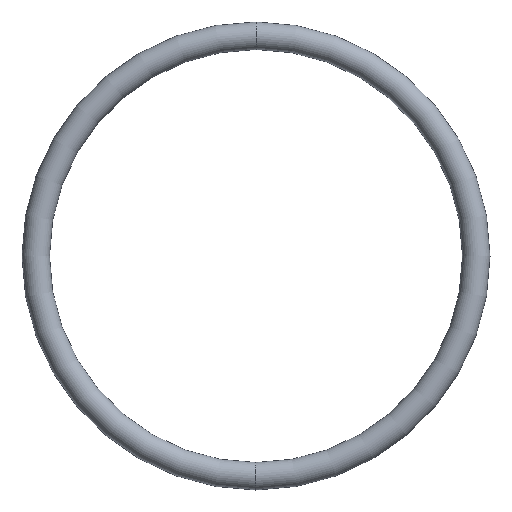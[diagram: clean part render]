
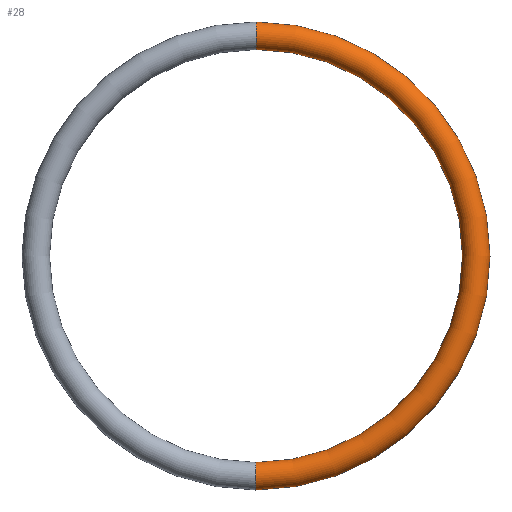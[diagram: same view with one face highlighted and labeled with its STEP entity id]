
A CAD part, left-side view. The second image highlights one B-rep face of the part: STEP entity #28.
In plain terms, the highlighted toroidal (fillet/blend) face has major radius 20.32 mm and minor radius 1.27 mm.
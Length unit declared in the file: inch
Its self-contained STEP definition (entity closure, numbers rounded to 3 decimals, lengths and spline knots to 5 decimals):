
#1 = DIRECTION ( 'NONE',  ( 0., 0., 1. ) ) ;
#2 = DIRECTION ( 'NONE',  ( -1., 0., 0. ) ) ;
#3 = CIRCLE ( 'NONE', #5, 0.75 ) ;
#4 = CARTESIAN_POINT ( 'NONE',  ( 0.1, 0., 0. ) ) ;
#5 = AXIS2_PLACEMENT_3D ( 'NONE', #4, #2, #1 ) ;
#14 = ORIENTED_EDGE ( 'NONE', *, *, #31, .F. ) ;
#25 = ORIENTED_EDGE ( 'NONE', *, *, #26, .F. ) ;
#26 = EDGE_CURVE ( 'NONE', #29, #42, #3, .T. ) ;
#28 = ADVANCED_FACE ( 'NONE', ( #116 ), #137, .T. ) ;
#29 = VERTEX_POINT ( 'NONE', #133 ) ;
#30 = VERTEX_POINT ( 'NONE', #77 ) ;
#31 = EDGE_CURVE ( 'NONE', #30, #29, #97, .T. ) ;
#34 = EDGE_CURVE ( 'NONE', #35, #42, #188, .T. ) ;
#35 = VERTEX_POINT ( 'NONE', #189 ) ;
#36 = EDGE_CURVE ( 'NONE', #30, #35, #101, .T. ) ;
#37 = ORIENTED_EDGE ( 'NONE', *, *, #36, .T. ) ;
#41 = ORIENTED_EDGE ( 'NONE', *, *, #34, .T. ) ;
#42 = VERTEX_POINT ( 'NONE', #81 ) ;
#43 = EDGE_LOOP ( 'NONE', ( #14, #37, #41, #25 ) ) ;
#74 = DIRECTION ( 'NONE',  ( 0., 0., 1. ) ) ;
#75 = DIRECTION ( 'NONE',  ( 0., 1., 0. ) ) ;
#76 = AXIS2_PLACEMENT_3D ( 'NONE', #112, #192, #103 ) ;
#77 = CARTESIAN_POINT ( 'NONE',  ( 0.1, 0., -0.85 ) ) ;
#81 = CARTESIAN_POINT ( 'NONE',  ( 0.1, 0., 0.75 ) ) ;
#96 = AXIS2_PLACEMENT_3D ( 'NONE', #104, #75, #74 ) ;
#97 = CIRCLE ( 'NONE', #96, 0.05 ) ;
#98 = DIRECTION ( 'NONE',  ( -1., 0., 0. ) ) ;
#99 = CARTESIAN_POINT ( 'NONE',  ( 0.1, 0., 0. ) ) ;
#100 = AXIS2_PLACEMENT_3D ( 'NONE', #99, #98, #108 ) ;
#101 = CIRCLE ( 'NONE', #100, 0.85 ) ;
#103 = DIRECTION ( 'NONE',  ( 0., 0., 1. ) ) ;
#104 = CARTESIAN_POINT ( 'NONE',  ( 0.1, 0., -0.8 ) ) ;
#108 = DIRECTION ( 'NONE',  ( 0., 0., 1. ) ) ;
#112 = CARTESIAN_POINT ( 'NONE',  ( 0.1, 0., 0. ) ) ;
#116 = FACE_OUTER_BOUND ( 'NONE', #43, .T. ) ;
#133 = CARTESIAN_POINT ( 'NONE',  ( 0.1, 0., -0.75 ) ) ;
#134 = DIRECTION ( 'NONE',  ( 0., 0., -1. ) ) ;
#135 = DIRECTION ( 'NONE',  ( 0., -1., 0. ) ) ;
#136 = CARTESIAN_POINT ( 'NONE',  ( 0.1, 0., 0.8 ) ) ;
#137 = TOROIDAL_SURFACE ( 'NONE', #76, 0.8, 0.05 ) ;
#187 = AXIS2_PLACEMENT_3D ( 'NONE', #136, #135, #134 ) ;
#188 = CIRCLE ( 'NONE', #187, 0.05 ) ;
#189 = CARTESIAN_POINT ( 'NONE',  ( 0.1, 0., 0.85 ) ) ;
#192 = DIRECTION ( 'NONE',  ( -1., 0., 0. ) ) ;
